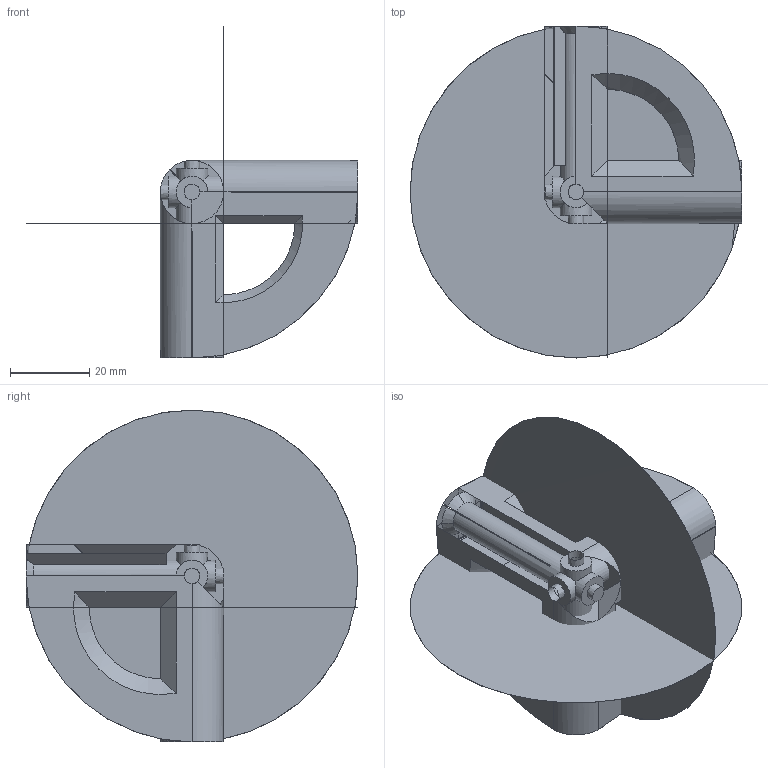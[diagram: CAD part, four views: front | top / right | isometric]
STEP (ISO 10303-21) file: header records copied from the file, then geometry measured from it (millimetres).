
FILE_DESCRIPTION(('FreeCAD Model'),'2;1');
FILE_NAME('Open CASCADE Shape Model','2023-07-03T13:39:40',('Author'),( ''),'Open CASCADE STEP processor 7.5','FreeCAD','Unknown');
FILE_SCHEMA(('AUTOMOTIVE_DESIGN { 1 0 10303 214 1 1 1 1 }'));
Length unit declared in the file: millimetre
Products named in the file (1): Corner
Bounding box: 84 x 84 x 84 mm (x, y, z)
Volume: 51264.1 mm3; surface area: 38230.9 mm2
Topology: 1 solids, 1 shells, 110 faces, 260 edges, 142 vertices
Faces by surface type: plane 54, cylinder 33, cone 19, bspline 4
Full cylindrical faces by diameter (mm): 4 x3, 8 x6, 16 x1, 84 x4
Entity records: 11706 total; most frequent: CARTESIAN_POINT 6544, DIRECTION 963, ORIENTED_EDGE 520, PCURVE 520, DEFINITIONAL_REPRESENTATION 520, LINE 453, VECTOR 453, EDGE_CURVE 260
